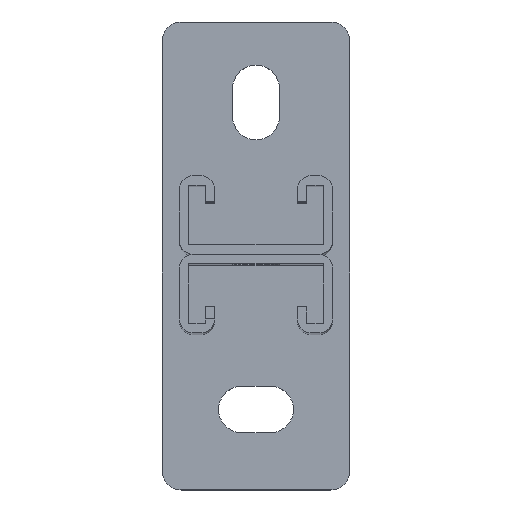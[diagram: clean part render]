
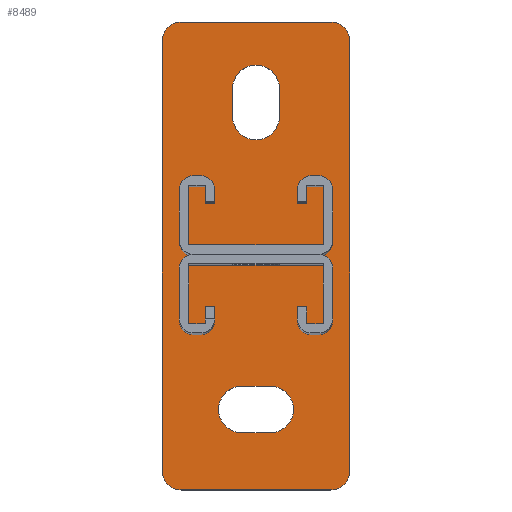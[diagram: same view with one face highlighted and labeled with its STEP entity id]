
A CAD part, top view. The second image highlights one B-rep face of the part: STEP entity #8489.
In plain terms, the highlighted planar face has unit normal (0, 0, 1).
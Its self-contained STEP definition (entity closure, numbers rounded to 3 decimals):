
#53 = CARTESIAN_POINT ( 'NONE',  ( -6.25, 37.25, 0. ) ) ;
#168 = FACE_BOUND ( 'NONE', #6336, .T. ) ;
#277 = DIRECTION ( 'NONE',  ( 0., 0., 1. ) ) ;
#357 = CARTESIAN_POINT ( 'NONE',  ( -25., 57.5, 0. ) ) ;
#365 = VERTEX_POINT ( 'NONE', #15227 ) ;
#384 = LINE ( 'NONE', #894, #5107 ) ;
#438 = ORIENTED_EDGE ( 'NONE', *, *, #5096, .F. ) ;
#449 = EDGE_CURVE ( 'NONE', #10599, #6632, #10010, .T. ) ;
#469 = CARTESIAN_POINT ( 'NONE',  ( -20., -57.5, 0. ) ) ;
#689 = DIRECTION ( 'NONE',  ( -1., 0., 0. ) ) ;
#741 = ORIENTED_EDGE ( 'NONE', *, *, #5085, .F. ) ;
#768 = VECTOR ( 'NONE', #9332, 1000. ) ;
#894 = CARTESIAN_POINT ( 'NONE',  ( -25., 62.5, 0. ) ) ;
#1080 = CIRCLE ( 'NONE', #14829, 6.25 ) ;
#1210 = ORIENTED_EDGE ( 'NONE', *, *, #5173, .F. ) ;
#1419 = AXIS2_PLACEMENT_3D ( 'NONE', #469, #11166, #13660 ) ;
#1431 = DIRECTION ( 'NONE',  ( 1., 0., 0. ) ) ;
#1552 = ORIENTED_EDGE ( 'NONE', *, *, #14506, .F. ) ;
#1795 = DIRECTION ( 'NONE',  ( 0., 0., 1. ) ) ;
#1810 = EDGE_CURVE ( 'NONE', #9442, #12295, #384, .T. ) ;
#1831 = DIRECTION ( 'NONE',  ( 0., 0., 1. ) ) ;
#1986 = ORIENTED_EDGE ( 'NONE', *, *, #4675, .F. ) ;
#2018 = VERTEX_POINT ( 'NONE', #9225 ) ;
#2064 = PLANE ( 'NONE',  #2454 ) ;
#2201 = CARTESIAN_POINT ( 'NONE',  ( 10., -41., 0. ) ) ;
#2454 = AXIS2_PLACEMENT_3D ( 'NONE', #12646, #14004, #13835 ) ;
#2538 = CARTESIAN_POINT ( 'NONE',  ( 20., 57.5, 0. ) ) ;
#2582 = CIRCLE ( 'NONE', #12354, 6.25 ) ;
#2858 = ORIENTED_EDGE ( 'NONE', *, *, #9286, .F. ) ;
#3012 = EDGE_CURVE ( 'NONE', #9583, #2018, #13643, .T. ) ;
#3145 = VERTEX_POINT ( 'NONE', #53 ) ;
#3273 = CIRCLE ( 'NONE', #1419, 5. ) ;
#3332 = VERTEX_POINT ( 'NONE', #3844 ) ;
#3670 = ORIENTED_EDGE ( 'NONE', *, *, #10658, .F. ) ;
#3725 = DIRECTION ( 'NONE',  ( 1., 0., 0. ) ) ;
#3756 = FACE_BOUND ( 'NONE', #11526, .T. ) ;
#3818 = CARTESIAN_POINT ( 'NONE',  ( -25., -57.5, 0. ) ) ;
#3844 = CARTESIAN_POINT ( 'NONE',  ( -3.75, -47.25, 0. ) ) ;
#3878 = AXIS2_PLACEMENT_3D ( 'NONE', #5385, #1831, #4161 ) ;
#3904 = CARTESIAN_POINT ( 'NONE',  ( 6.25, 44.75, 0. ) ) ;
#3985 = EDGE_CURVE ( 'NONE', #3145, #365, #2582, .T. ) ;
#4161 = DIRECTION ( 'NONE',  ( 1., 0., 0. ) ) ;
#4291 = DIRECTION ( 'NONE',  ( 1., 0., 0. ) ) ;
#4295 = LINE ( 'NONE', #3904, #9343 ) ;
#4298 = CIRCLE ( 'NONE', #7321, 5. ) ;
#4550 = AXIS2_PLACEMENT_3D ( 'NONE', #13364, #277, #1431 ) ;
#4648 = VECTOR ( 'NONE', #5237, 1000. ) ;
#4671 = ORIENTED_EDGE ( 'NONE', *, *, #1810, .T. ) ;
#4675 = EDGE_CURVE ( 'NONE', #8106, #9055, #7822, .T. ) ;
#4701 = DIRECTION ( 'NONE',  ( 0., 1., 0. ) ) ;
#4792 = VECTOR ( 'NONE', #689, 1000. ) ;
#4907 = CARTESIAN_POINT ( 'NONE',  ( -6.25, 44.75, 0. ) ) ;
#4984 = ORIENTED_EDGE ( 'NONE', *, *, #5835, .T. ) ;
#5030 = ORIENTED_EDGE ( 'NONE', *, *, #11250, .T. ) ;
#5085 = EDGE_CURVE ( 'NONE', #10388, #11874, #13225, .T. ) ;
#5096 = EDGE_CURVE ( 'NONE', #13991, #8106, #7082, .T. ) ;
#5107 = VECTOR ( 'NONE', #12791, 1000. ) ;
#5173 = EDGE_CURVE ( 'NONE', #12971, #13991, #11157, .T. ) ;
#5237 = DIRECTION ( 'NONE',  ( -1., 0., 0. ) ) ;
#5385 = CARTESIAN_POINT ( 'NONE',  ( -20., 57.5, 0. ) ) ;
#5524 = CARTESIAN_POINT ( 'NONE',  ( 25., -57.5, 0. ) ) ;
#5632 = DIRECTION ( 'NONE',  ( 1., 0., 0. ) ) ;
#5687 = VECTOR ( 'NONE', #5632, 1000. ) ;
#5835 = EDGE_CURVE ( 'NONE', #12295, #10854, #3273, .T. ) ;
#6084 = CARTESIAN_POINT ( 'NONE',  ( 3.75, -34.75, 0. ) ) ;
#6336 = EDGE_LOOP ( 'NONE', ( #3670, #1986, #438, #1210, #1552 ) ) ;
#6632 = VERTEX_POINT ( 'NONE', #10301 ) ;
#6819 = ORIENTED_EDGE ( 'NONE', *, *, #14487, .T. ) ;
#6946 = LINE ( 'NONE', #4907, #14206 ) ;
#7082 = CIRCLE ( 'NONE', #11761, 6.25 ) ;
#7127 = DIRECTION ( 'NONE',  ( 0., 0., 1. ) ) ;
#7222 = CARTESIAN_POINT ( 'NONE',  ( 3.75, -41., 0. ) ) ;
#7321 = AXIS2_PLACEMENT_3D ( 'NONE', #9922, #14880, #11219 ) ;
#7493 = VECTOR ( 'NONE', #4701, 1000. ) ;
#7563 = CARTESIAN_POINT ( 'NONE',  ( 20., 62.5, 0. ) ) ;
#7743 = DIRECTION ( 'NONE',  ( 0., 0., 1. ) ) ;
#7748 = AXIS2_PLACEMENT_3D ( 'NONE', #2538, #13279, #3725 ) ;
#7822 = LINE ( 'NONE', #10119, #4648 ) ;
#7887 = CARTESIAN_POINT ( 'NONE',  ( -25., 62.5, 0. ) ) ;
#8106 = VERTEX_POINT ( 'NONE', #6084 ) ;
#8489 = ADVANCED_FACE ( 'NONE', ( #168, #3756, #10859 ), #2064, .T. ) ;
#8804 = EDGE_CURVE ( 'NONE', #6632, #9442, #14802, .T. ) ;
#9055 = VERTEX_POINT ( 'NONE', #13142 ) ;
#9225 = CARTESIAN_POINT ( 'NONE',  ( 25., 57.5, 0. ) ) ;
#9239 = VERTEX_POINT ( 'NONE', #13399 ) ;
#9286 = EDGE_CURVE ( 'NONE', #11874, #3145, #6946, .T. ) ;
#9332 = DIRECTION ( 'NONE',  ( 1., 0., 0. ) ) ;
#9343 = VECTOR ( 'NONE', #11017, 1000. ) ;
#9442 = VERTEX_POINT ( 'NONE', #357 ) ;
#9583 = VERTEX_POINT ( 'NONE', #5524 ) ;
#9769 = LINE ( 'NONE', #12774, #768 ) ;
#9797 = ORIENTED_EDGE ( 'NONE', *, *, #3012, .T. ) ;
#9922 = CARTESIAN_POINT ( 'NONE',  ( 20., -57.5, 0. ) ) ;
#9924 = CARTESIAN_POINT ( 'NONE',  ( 3.75, -47.25, 0. ) ) ;
#10010 = LINE ( 'NONE', #7887, #4792 ) ;
#10119 = CARTESIAN_POINT ( 'NONE',  ( -3.75, -34.75, 0. ) ) ;
#10295 = CARTESIAN_POINT ( 'NONE',  ( -3.75, -41., 0. ) ) ;
#10301 = CARTESIAN_POINT ( 'NONE',  ( -20., 62.5, 0. ) ) ;
#10388 = VERTEX_POINT ( 'NONE', #13111 ) ;
#10471 = ORIENTED_EDGE ( 'NONE', *, *, #14809, .T. ) ;
#10599 = VERTEX_POINT ( 'NONE', #7563 ) ;
#10614 = EDGE_CURVE ( 'NONE', #365, #10388, #4295, .T. ) ;
#10658 = EDGE_CURVE ( 'NONE', #9055, #3332, #1080, .T. ) ;
#10710 = DIRECTION ( 'NONE',  ( 0., 0., 1. ) ) ;
#10854 = VERTEX_POINT ( 'NONE', #11554 ) ;
#10859 = FACE_OUTER_BOUND ( 'NONE', #14719, .T. ) ;
#10947 = AXIS2_PLACEMENT_3D ( 'NONE', #14268, #7127, #13219 ) ;
#11017 = DIRECTION ( 'NONE',  ( 0., 1., 0. ) ) ;
#11157 = CIRCLE ( 'NONE', #4550, 6.25 ) ;
#11166 = DIRECTION ( 'NONE',  ( 0., 0., 1. ) ) ;
#11219 = DIRECTION ( 'NONE',  ( 1., 0., 0. ) ) ;
#11250 = EDGE_CURVE ( 'NONE', #9239, #9583, #4298, .T. ) ;
#11347 = ORIENTED_EDGE ( 'NONE', *, *, #10614, .F. ) ;
#11446 = DIRECTION ( 'NONE',  ( 1., 0., 0. ) ) ;
#11526 = EDGE_LOOP ( 'NONE', ( #741, #11347, #15120, #2858 ) ) ;
#11554 = CARTESIAN_POINT ( 'NONE',  ( -20., -62.5, 0. ) ) ;
#11761 = AXIS2_PLACEMENT_3D ( 'NONE', #7222, #10710, #14437 ) ;
#11874 = VERTEX_POINT ( 'NONE', #12249 ) ;
#12007 = CIRCLE ( 'NONE', #7748, 5. ) ;
#12249 = CARTESIAN_POINT ( 'NONE',  ( -6.25, 44.75, 0. ) ) ;
#12295 = VERTEX_POINT ( 'NONE', #3818 ) ;
#12354 = AXIS2_PLACEMENT_3D ( 'NONE', #12603, #7743, #11446 ) ;
#12603 = CARTESIAN_POINT ( 'NONE',  ( 0., 37.25, 0. ) ) ;
#12646 = CARTESIAN_POINT ( 'NONE',  ( 0., 0., 0. ) ) ;
#12774 = CARTESIAN_POINT ( 'NONE',  ( -25., -62.5, 0. ) ) ;
#12791 = DIRECTION ( 'NONE',  ( 0., -1., 0. ) ) ;
#12886 = CARTESIAN_POINT ( 'NONE',  ( -3.75, -47.25, 0. ) ) ;
#12971 = VERTEX_POINT ( 'NONE', #9924 ) ;
#13111 = CARTESIAN_POINT ( 'NONE',  ( 6.25, 44.75, 0. ) ) ;
#13142 = CARTESIAN_POINT ( 'NONE',  ( -3.75, -34.75, 0. ) ) ;
#13219 = DIRECTION ( 'NONE',  ( 1., 0., 0. ) ) ;
#13225 = CIRCLE ( 'NONE', #10947, 6.25 ) ;
#13279 = DIRECTION ( 'NONE',  ( 0., 0., 1. ) ) ;
#13364 = CARTESIAN_POINT ( 'NONE',  ( 3.75, -41., 0. ) ) ;
#13399 = CARTESIAN_POINT ( 'NONE',  ( 20., -62.5, 0. ) ) ;
#13643 = LINE ( 'NONE', #14257, #7493 ) ;
#13660 = DIRECTION ( 'NONE',  ( 1., 0., 0. ) ) ;
#13835 = DIRECTION ( 'NONE',  ( 1., 0., 0. ) ) ;
#13964 = ORIENTED_EDGE ( 'NONE', *, *, #449, .T. ) ;
#13991 = VERTEX_POINT ( 'NONE', #2201 ) ;
#14004 = DIRECTION ( 'NONE',  ( 0., 0., 1. ) ) ;
#14206 = VECTOR ( 'NONE', #14561, 1000. ) ;
#14257 = CARTESIAN_POINT ( 'NONE',  ( 25., 62.5, 0. ) ) ;
#14268 = CARTESIAN_POINT ( 'NONE',  ( 0., 44.75, 0. ) ) ;
#14437 = DIRECTION ( 'NONE',  ( 1., 0., 0. ) ) ;
#14457 = LINE ( 'NONE', #12886, #5687 ) ;
#14487 = EDGE_CURVE ( 'NONE', #10854, #9239, #9769, .T. ) ;
#14506 = EDGE_CURVE ( 'NONE', #3332, #12971, #14457, .T. ) ;
#14514 = ORIENTED_EDGE ( 'NONE', *, *, #8804, .T. ) ;
#14561 = DIRECTION ( 'NONE',  ( 0., -1., 0. ) ) ;
#14719 = EDGE_LOOP ( 'NONE', ( #4671, #4984, #6819, #5030, #9797, #10471, #13964, #14514 ) ) ;
#14802 = CIRCLE ( 'NONE', #3878, 5. ) ;
#14809 = EDGE_CURVE ( 'NONE', #2018, #10599, #12007, .T. ) ;
#14829 = AXIS2_PLACEMENT_3D ( 'NONE', #10295, #1795, #4291 ) ;
#14880 = DIRECTION ( 'NONE',  ( 0., 0., 1. ) ) ;
#15120 = ORIENTED_EDGE ( 'NONE', *, *, #3985, .F. ) ;
#15227 = CARTESIAN_POINT ( 'NONE',  ( 6.25, 37.25, 0. ) ) ;
